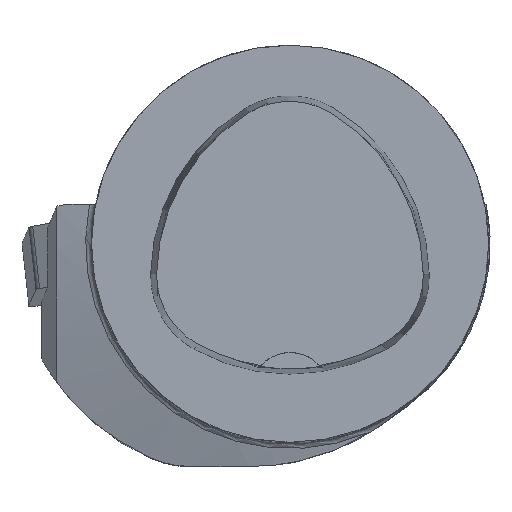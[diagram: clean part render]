
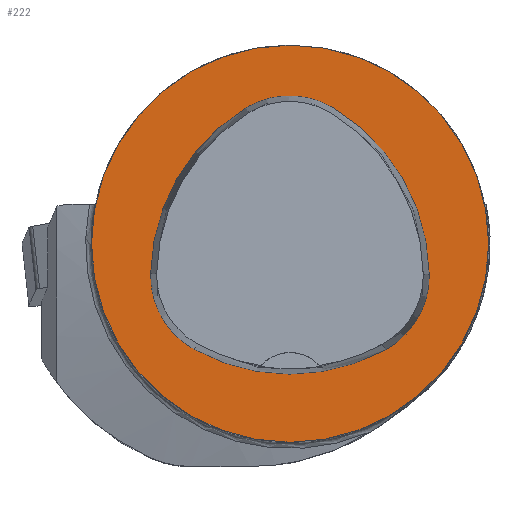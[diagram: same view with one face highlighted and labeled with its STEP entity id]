
A CAD part, top view. The second image highlights one B-rep face of the part: STEP entity #222.
In plain terms, the highlighted planar face has unit normal (0, 0, 1).
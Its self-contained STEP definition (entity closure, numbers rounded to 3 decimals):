
#222=ADVANCED_FACE('',(#449,#450),#271,.T.);
#271=PLANE('',#1284);
#449=FACE_BOUND('',#494,.T.);
#450=FACE_BOUND('',#495,.T.);
#494=EDGE_LOOP('',(#689,#690,#691,#692,#693,#694));
#495=EDGE_LOOP('',(#695));
#689=ORIENTED_EDGE('',*,*,#1036,.T.);
#690=ORIENTED_EDGE('',*,*,#1016,.T.);
#691=ORIENTED_EDGE('',*,*,#1020,.T.);
#692=ORIENTED_EDGE('',*,*,#1023,.T.);
#693=ORIENTED_EDGE('',*,*,#1026,.T.);
#694=ORIENTED_EDGE('',*,*,#1034,.T.);
#695=ORIENTED_EDGE('',*,*,#1039,.F.);
#896=VERTEX_POINT('',#1927);
#897=VERTEX_POINT('',#1928);
#900=VERTEX_POINT('',#1936);
#902=VERTEX_POINT('',#1942);
#904=VERTEX_POINT('',#1948);
#911=VERTEX_POINT('',#1969);
#912=VERTEX_POINT('',#1979);
#1016=EDGE_CURVE('',#896,#897,#1110,.T.);
#1020=EDGE_CURVE('',#897,#900,#1112,.T.);
#1023=EDGE_CURVE('',#900,#902,#1114,.T.);
#1026=EDGE_CURVE('',#902,#904,#1116,.T.);
#1034=EDGE_CURVE('',#904,#911,#1120,.T.);
#1036=EDGE_CURVE('',#911,#896,#1122,.T.);
#1039=EDGE_CURVE('',#912,#912,#1125,.T.);
#1110=CIRCLE('',#1261,20.);
#1112=CIRCLE('',#1264,8.5);
#1114=CIRCLE('',#1267,20.);
#1116=CIRCLE('',#1270,8.5);
#1120=CIRCLE('',#1275,20.);
#1122=CIRCLE('',#1278,8.5);
#1125=CIRCLE('',#1283,20.);
#1261=AXIS2_PLACEMENT_3D('',#1926,#1478,#1479);
#1264=AXIS2_PLACEMENT_3D('',#1935,#1486,#1487);
#1267=AXIS2_PLACEMENT_3D('',#1941,#1493,#1494);
#1270=AXIS2_PLACEMENT_3D('',#1947,#1500,#1501);
#1275=AXIS2_PLACEMENT_3D('',#1970,#1512,#1513);
#1278=AXIS2_PLACEMENT_3D('',#1973,#1518,#1519);
#1283=AXIS2_PLACEMENT_3D('',#1978,#1528,#1529);
#1284=AXIS2_PLACEMENT_3D('',#1980,#1530,#1531);
#1478=DIRECTION('',(0.,0.,-1.));
#1479=DIRECTION('',(-1.,0.,0.));
#1486=DIRECTION('',(0.,0.,-1.));
#1487=DIRECTION('',(-1.,0.,0.));
#1493=DIRECTION('',(0.,0.,-1.));
#1494=DIRECTION('',(-1.,0.,0.));
#1500=DIRECTION('',(0.,0.,-1.));
#1501=DIRECTION('',(-1.,0.,0.));
#1512=DIRECTION('',(0.,0.,-1.));
#1513=DIRECTION('',(-1.,0.,0.));
#1518=DIRECTION('',(0.,0.,-1.));
#1519=DIRECTION('',(-1.,0.,0.));
#1528=DIRECTION('',(0.,0.,-1.));
#1529=DIRECTION('',(-1.,0.,0.));
#1530=DIRECTION('',(0.,0.,1.));
#1531=DIRECTION('',(1.,0.,0.));
#1926=CARTESIAN_POINT('',(5.955,-3.414,0.));
#1927=CARTESIAN_POINT('',(-14.041,-3.042,0.));
#1928=CARTESIAN_POINT('',(-4.472,13.653,0.));
#1935=CARTESIAN_POINT('',(-0.04,6.4,0.));
#1936=CARTESIAN_POINT('',(4.347,13.68,0.));
#1941=CARTESIAN_POINT('',(-5.976,-3.45,0.));
#1942=CARTESIAN_POINT('',(14.021,-3.075,0.));
#1947=CARTESIAN_POINT('',(5.522,-3.235,0.));
#1948=CARTESIAN_POINT('',(9.588,-10.699,0.));
#1969=CARTESIAN_POINT('',(-9.655,-10.639,0.));
#1970=CARTESIAN_POINT('',(0.022,6.864,0.));
#1973=CARTESIAN_POINT('',(-5.543,-3.2,0.));
#1978=CARTESIAN_POINT('',(0.,0.,0.));
#1979=CARTESIAN_POINT('',(-20.,0.,0.));
#1980=CARTESIAN_POINT('',(0.,0.,0.));
